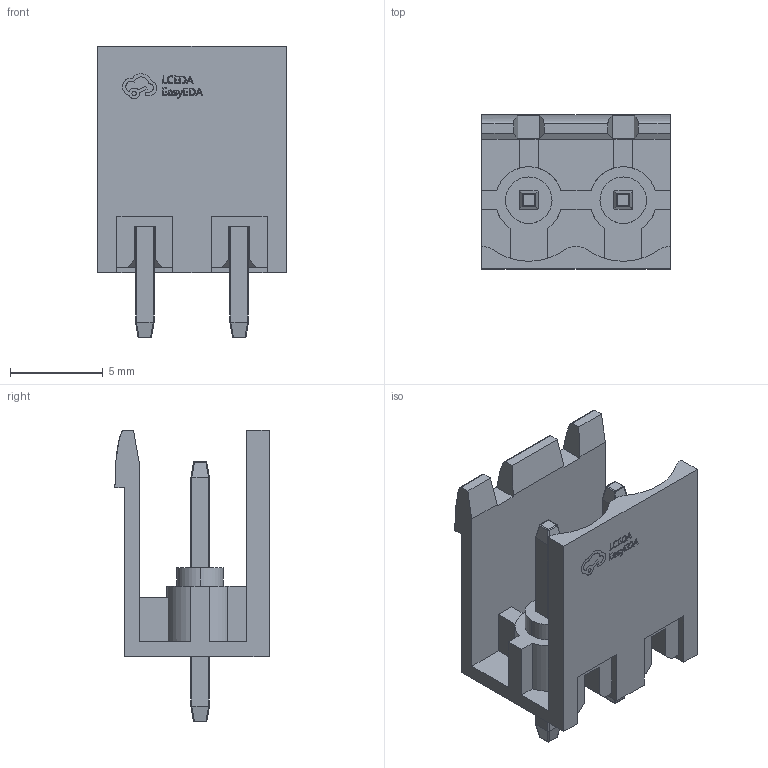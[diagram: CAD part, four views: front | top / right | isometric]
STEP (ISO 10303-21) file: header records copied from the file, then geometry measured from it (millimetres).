
FILE_DESCRIPTION (( 'STEP AP203' ), '1' );
FILE_NAME ('WJ2EDGV.STEP', '2023-08-04T13:25:49', ( '' ), ( '' ), 'SwSTEP 2.0', 'SolidWorks 2021', '' );
FILE_SCHEMA (( 'CONFIG_CONTROL_DESIGN' ));
Length unit declared in the file: millimetre
Products named in the file (5): COMPOUND.step; 3D_PCB1_2023-08-04.step; CONN-TH_WJ2EDGV-5.08-2P.step; CN1.step; WJ2EDGV
Assembly tree (4 placements, depth 5):
  WJ2EDGV
    3D_PCB1_2023-08-04.step
      CN1.step
        CONN-TH_WJ2EDGV-5.08-2P.step
          COMPOUND.step
Bounding box: 10.16 x 8.3 x 15.7 mm (x, y, z)
Volume: 334.5 mm3; surface area: 939.6 mm2
Topology: 14 solids, 14 shells, 546 faces, 1452 edges, 940 vertices
Faces by surface type: plane 335, bspline 127, cylinder 68, sphere 16
Entity records: 19102 total; most frequent: CARTESIAN_POINT 6037, ORIENTED_EDGE 2872, DIRECTION 2096, EDGE_CURVE 1436, VECTOR 1014, LINE 1014, VERTEX_POINT 940, EDGE_LOOP 580
